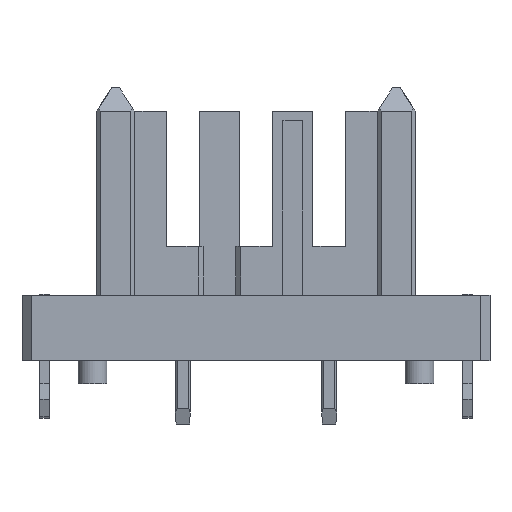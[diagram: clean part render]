
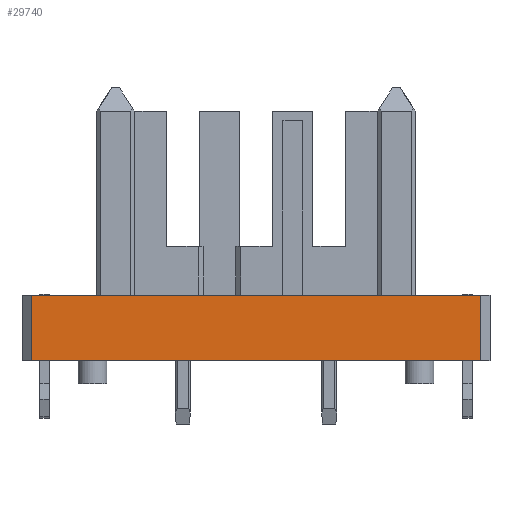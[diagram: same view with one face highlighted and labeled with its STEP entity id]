
A CAD part, front view. The second image highlights one B-rep face of the part: STEP entity #29740.
In plain terms, the highlighted planar face has unit normal (0, -1, 0).
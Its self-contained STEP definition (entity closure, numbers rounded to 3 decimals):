
#16340=CARTESIAN_POINT('',(11.685,-5.5,3.4));
#16350=VERTEX_POINT('',#16340);
#16380=CARTESIAN_POINT('',(30.19,-5.5,3.4));
#16390=DIRECTION('',(-1.,-0.,-0.));
#16400=VECTOR('',#16390,1.);
#16410=LINE('',#16380,#16400);
#16420=CARTESIAN_POINT('',(-11.685,-5.5,3.4));
#16430=VERTEX_POINT('',#16420);
#16440=EDGE_CURVE('',#16350,#16430,#16410,.T.);
#20650=CARTESIAN_POINT('',(-11.685,-5.5,12.5));
#20660=DIRECTION('',(-0.,-0.,-1.));
#20670=VECTOR('',#20660,1.);
#20680=LINE('',#20650,#20670);
#20690=CARTESIAN_POINT('',(-11.685,-5.5,
0.));
#20700=VERTEX_POINT('',#20690);
#20710=EDGE_CURVE('',#16430,#20700,#20680,.T.);
#25870=CARTESIAN_POINT('',(11.685,-5.5,
0.));
#25880=VERTEX_POINT('',#25870);
#25910=CARTESIAN_POINT('',(11.685,-5.5,12.5));
#25920=DIRECTION('',(0.,0.,-1.));
#25930=VECTOR('',#25920,1.);
#25940=LINE('',#25910,#25930);
#25950=EDGE_CURVE('',#16350,#25880,#25940,.T.);
#29580=CARTESIAN_POINT('',(12.269,-5.5,-0.085));
#29590=DIRECTION('',(0.,-1.,0.));
#29600=DIRECTION('',(0.,0.,-1.));
#29610=AXIS2_PLACEMENT_3D('',#29580,#29590,#29600);
#29620=PLANE('',#29610);
#29630=ORIENTED_EDGE('',*,*,#16440,.T.);
#29640=ORIENTED_EDGE('',*,*,#25950,.F.);
#29650=CARTESIAN_POINT('',(30.19,-5.5,0.));
#29660=DIRECTION('',(-1.,-0.,-0.));
#29670=VECTOR('',#29660,1.);
#29680=LINE('',#29650,#29670);
#29690=EDGE_CURVE('',#25880,#20700,#29680,.T.);
#29700=ORIENTED_EDGE('',*,*,#29690,.F.);
#29710=ORIENTED_EDGE('',*,*,#20710,.T.);
#29720=EDGE_LOOP('',(#29710,#29700,#29640,#29630));
#29730=FACE_OUTER_BOUND('',#29720,.T.);
#29740=ADVANCED_FACE('',(#29730),#29620,.T.);
